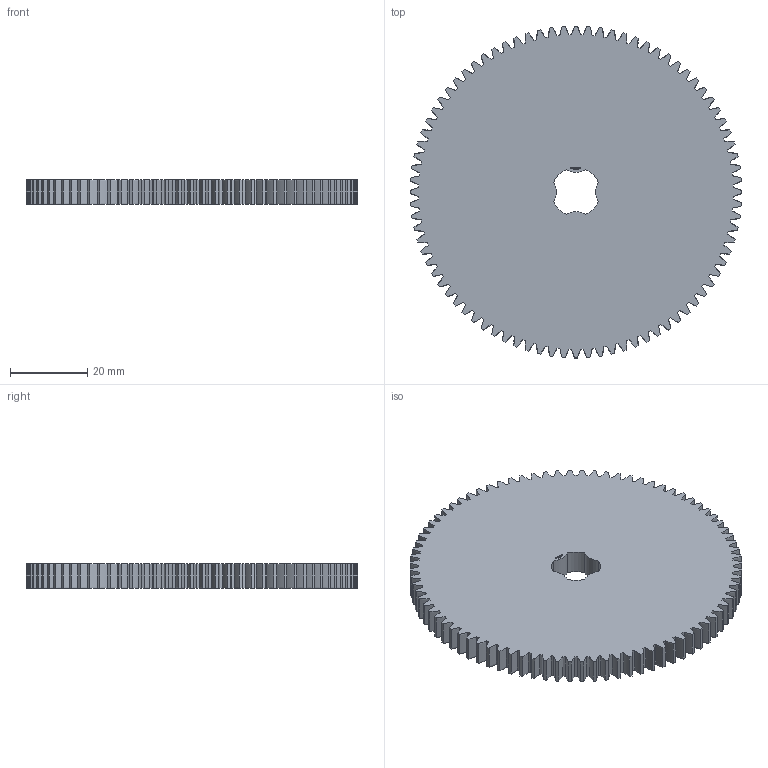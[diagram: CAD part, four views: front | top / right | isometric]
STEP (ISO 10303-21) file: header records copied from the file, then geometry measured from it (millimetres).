
FILE_DESCRIPTION(('FreeCAD Model'),'2;1');
FILE_NAME('Open CASCADE Shape Model','2024-03-10T23:51:10',(''),(''), 'Open CASCADE STEP processor 7.6','FreeCAD','Unknown');
FILE_SCHEMA(('AUTOMOTIVE_DESIGN { 1 0 10303 214 1 1 1 1 }'));
Products named in the file (1): Gear Wheel PLN TTH84 BU00.50 SFT-SHD - SPN-GWH-0314 (stemfie.org)
Bounding box: 86 x 86 x 6.25 mm (x, y, z)
Volume: 33833.5 mm3; surface area: 14402.5 mm2
Topology: 1 solids, 1 shells, 806 faces, 2322 edges, 1548 vertices
Faces by surface type: extrusion 464, plane 334, cylinder 8
Entity records: 77797 total; most frequent: CARTESIAN_POINT 29091, DIRECTION 6276, VECTOR 5542, LINE 5078, ORIENTED_EDGE 4644, PCURVE 4644, DEFINITIONAL_REPRESENTATION 4644, EDGE_CURVE 2322
